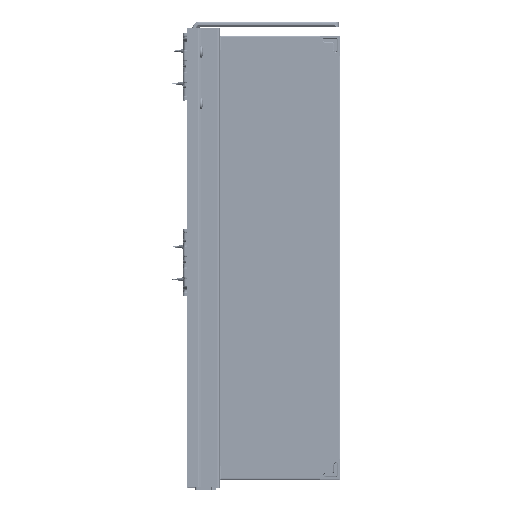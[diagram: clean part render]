
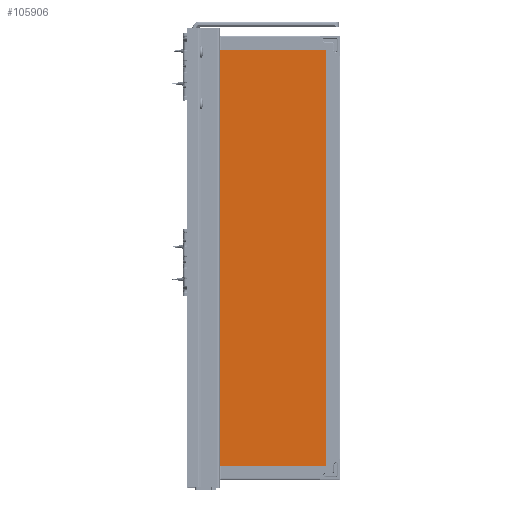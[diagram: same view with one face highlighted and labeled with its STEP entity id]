
A CAD part, top view. The second image highlights one B-rep face of the part: STEP entity #105906.
In plain terms, the highlighted face is planar.
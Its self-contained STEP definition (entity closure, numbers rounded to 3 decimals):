
#105791=DIRECTION('',(0.,0.,-1.));
#105792=VECTOR('',#105791,119.);
#105793=CARTESIAN_POINT('',(-208.5,5.4,59.5));
#105794=LINE('',#105793,#105792);
#105795=DIRECTION('',(1.,0.,0.));
#105796=VECTOR('',#105795,417.);
#105797=CARTESIAN_POINT('',(-208.5,5.4,-59.5));
#105798=LINE('',#105797,#105796);
#105799=DIRECTION('',(0.,0.,1.));
#105800=VECTOR('',#105799,119.);
#105801=CARTESIAN_POINT('',(208.5,5.4,-59.5));
#105802=LINE('',#105801,#105800);
#105803=DIRECTION('',(-1.,0.,0.));
#105804=VECTOR('',#105803,417.);
#105805=CARTESIAN_POINT('',(208.5,5.4,59.5));
#105806=LINE('',#105805,#105804);
#105815=CARTESIAN_POINT('',(-208.5,5.4,-59.5));
#105816=VERTEX_POINT('',#105815);
#105817=CARTESIAN_POINT('',(-208.5,5.4,59.5));
#105818=VERTEX_POINT('',#105817);
#105819=CARTESIAN_POINT('',(208.5,5.4,-59.5));
#105820=VERTEX_POINT('',#105819);
#105821=CARTESIAN_POINT('',(208.5,5.4,59.5));
#105822=VERTEX_POINT('',#105821);
#105895=CARTESIAN_POINT('',(0.,5.4,0.));
#105896=DIRECTION('',(0.,1.,0.));
#105897=DIRECTION('',(1.,0.,0.));
#105898=AXIS2_PLACEMENT_3D('',#105895,#105896,#105897);
#105899=PLANE('',#105898);
#105900=ORIENTED_EDGE('',*,*,#105847,.T.);
#105901=ORIENTED_EDGE('',*,*,#105862,.T.);
#105902=ORIENTED_EDGE('',*,*,#105876,.T.);
#105903=ORIENTED_EDGE('',*,*,#105889,.T.);
#105904=EDGE_LOOP('',(#105900,#105901,#105902,#105903));
#105905=FACE_OUTER_BOUND('',#105904,.F.);
#105847=EDGE_CURVE('',#105818,#105816,#105794,.T.);
#105862=EDGE_CURVE('',#105816,#105820,#105798,.T.);
#105876=EDGE_CURVE('',#105820,#105822,#105802,.T.);
#105889=EDGE_CURVE('',#105822,#105818,#105806,.T.);
#105906=ADVANCED_FACE('',(#105905),#105899,.T.);
